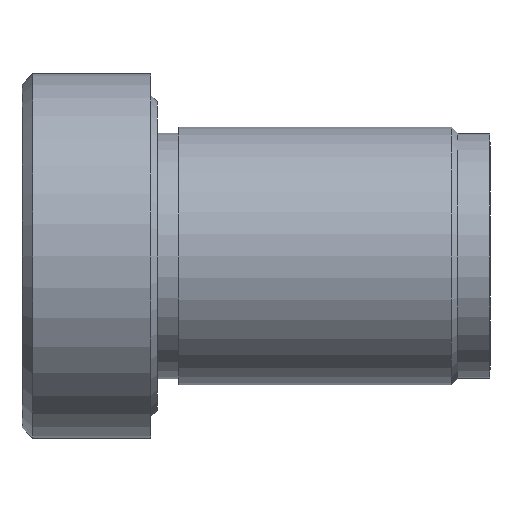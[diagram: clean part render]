
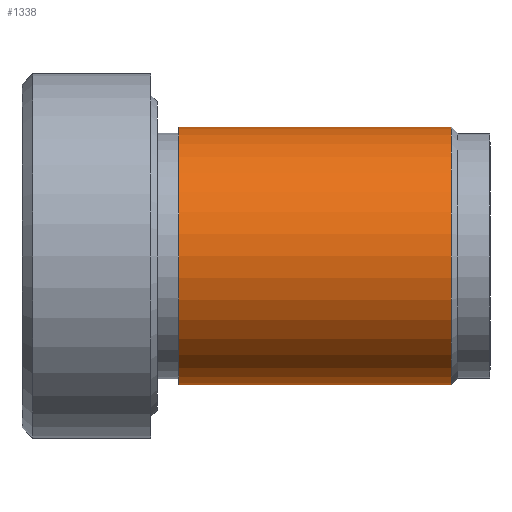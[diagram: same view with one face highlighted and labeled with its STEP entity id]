
A CAD part, front view. The second image highlights one B-rep face of the part: STEP entity #1338.
In plain terms, the highlighted cylindrical face has radius 6 mm (diameter 12 mm), a partial arc.
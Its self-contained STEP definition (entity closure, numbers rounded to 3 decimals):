
#10 = VECTOR ( 'NONE', #285, 1000. ) ;
#49 = DIRECTION ( 'NONE',  ( 1., 0., 0. ) ) ;
#78 = AXIS2_PLACEMENT_3D ( 'NONE', #1586, #746, #1725 ) ;
#152 = VERTEX_POINT ( 'NONE', #1245 ) ;
#158 = LINE ( 'NONE', #1034, #997 ) ;
#277 = VERTEX_POINT ( 'NONE', #283 ) ;
#283 = CARTESIAN_POINT ( 'NONE',  ( 23137.263, -5641.769, 6. ) ) ;
#285 = DIRECTION ( 'NONE',  ( 1., 0., 0. ) ) ;
#383 = CARTESIAN_POINT ( 'NONE',  ( 23161.441, -5641.769, 0. ) ) ;
#391 = DIRECTION ( 'NONE',  ( 1., 0., 0. ) ) ;
#393 = EDGE_CURVE ( 'NONE', #277, #876, #1281, .T. ) ;
#394 = CARTESIAN_POINT ( 'NONE',  ( 23149.963, -5641.769, 6. ) ) ;
#425 = LINE ( 'NONE', #1407, #10 ) ;
#628 = FACE_OUTER_BOUND ( 'NONE', #634, .T. ) ;
#634 = EDGE_LOOP ( 'NONE', ( #831, #1151, #1261, #1050 ) ) ;
#746 = DIRECTION ( 'NONE',  ( 1., 0., 0. ) ) ;
#831 = ORIENTED_EDGE ( 'NONE', *, *, #856, .F. ) ;
#856 = EDGE_CURVE ( 'NONE', #277, #1418, #425, .T. ) ;
#876 = VERTEX_POINT ( 'NONE', #1556 ) ;
#997 = VECTOR ( 'NONE', #49, 1000. ) ;
#1034 = CARTESIAN_POINT ( 'NONE',  ( 23161.441, -5641.769, -6. ) ) ;
#1050 = ORIENTED_EDGE ( 'NONE', *, *, #1647, .F. ) ;
#1063 = EDGE_CURVE ( 'NONE', #876, #152, #158, .T. ) ;
#1151 = ORIENTED_EDGE ( 'NONE', *, *, #393, .T. ) ;
#1177 = CIRCLE ( 'NONE', #1727, 6. ) ;
#1229 = DIRECTION ( 'NONE',  ( 0., 0., -1. ) ) ;
#1238 = CARTESIAN_POINT ( 'NONE',  ( 23149.963, -5641.769, 0. ) ) ;
#1245 = CARTESIAN_POINT ( 'NONE',  ( 23149.963, -5641.769, -6. ) ) ;
#1261 = ORIENTED_EDGE ( 'NONE', *, *, #1063, .T. ) ;
#1281 = CIRCLE ( 'NONE', #78, 6. ) ;
#1338 = ADVANCED_FACE ( 'NONE', ( #628 ), #1574, .T. ) ;
#1367 = DIRECTION ( 'NONE',  ( 1., 0., 0. ) ) ;
#1380 = DIRECTION ( 'NONE',  ( 0., 0., -1. ) ) ;
#1407 = CARTESIAN_POINT ( 'NONE',  ( 23161.441, -5641.769, 6. ) ) ;
#1418 = VERTEX_POINT ( 'NONE', #394 ) ;
#1556 = CARTESIAN_POINT ( 'NONE',  ( 23137.263, -5641.769, -6. ) ) ;
#1574 = CYLINDRICAL_SURFACE ( 'NONE', #1761, 6. ) ;
#1586 = CARTESIAN_POINT ( 'NONE',  ( 23137.263, -5641.769, 0. ) ) ;
#1647 = EDGE_CURVE ( 'NONE', #1418, #152, #1177, .T. ) ;
#1725 = DIRECTION ( 'NONE',  ( 0., 0., -1. ) ) ;
#1727 = AXIS2_PLACEMENT_3D ( 'NONE', #1238, #391, #1380 ) ;
#1761 = AXIS2_PLACEMENT_3D ( 'NONE', #383, #1367, #1229 ) ;
